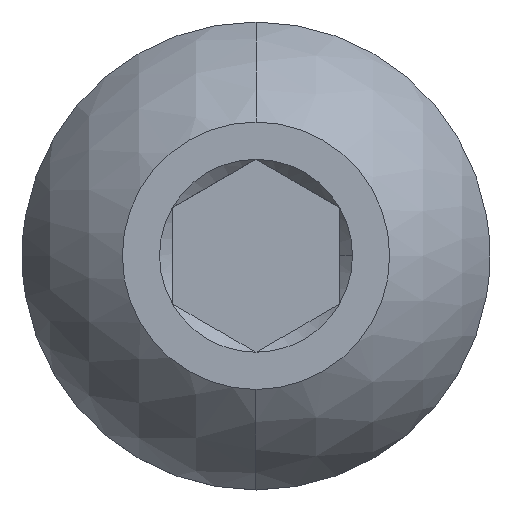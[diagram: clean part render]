
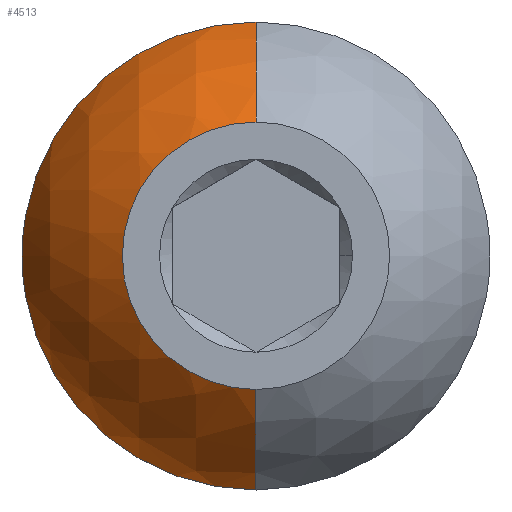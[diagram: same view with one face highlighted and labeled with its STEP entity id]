
A CAD part, top view. The second image highlights one B-rep face of the part: STEP entity #4513.
In plain terms, the highlighted spherical face has radius 7.447 mm.
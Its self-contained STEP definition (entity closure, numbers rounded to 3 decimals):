
#42 = EDGE_LOOP ( 'NONE', ( #1636, #1577, #234, #2469 ) ) ;
#177 = DIRECTION ( 'NONE',  ( 0., -1., 0. ) ) ;
#203 = CARTESIAN_POINT ( 'NONE',  ( 0., 7., 9.46 ) ) ;
#234 = ORIENTED_EDGE ( 'NONE', *, *, #1081, .F. ) ;
#1081 = EDGE_CURVE ( 'NONE', #1729, #2898, #4068, .T. ) ;
#1125 = FACE_OUTER_BOUND ( 'NONE', #42, .T. ) ;
#1242 = EDGE_CURVE ( 'NONE', #2332, #1729, #3654, .T. ) ;
#1513 = CARTESIAN_POINT ( 'NONE',  ( 0., -4., 13.2 ) ) ;
#1577 = ORIENTED_EDGE ( 'NONE', *, *, #2355, .T. ) ;
#1636 = ORIENTED_EDGE ( 'NONE', *, *, #4144, .T. ) ;
#1729 = VERTEX_POINT ( 'NONE', #2906 ) ;
#1976 = CIRCLE ( 'NONE', #4271, 7. ) ;
#2071 = CARTESIAN_POINT ( 'NONE',  ( 0., 0., 6.918 ) ) ;
#2149 = AXIS2_PLACEMENT_3D ( 'NONE', #4960, #3507, #2698 ) ;
#2332 = VERTEX_POINT ( 'NONE', #203 ) ;
#2355 = EDGE_CURVE ( 'NONE', #4021, #2898, #2822, .T. ) ;
#2458 = DIRECTION ( 'NONE',  ( -1., 0., 0. ) ) ;
#2469 = ORIENTED_EDGE ( 'NONE', *, *, #1242, .F. ) ;
#2578 = DIRECTION ( 'NONE',  ( 0., -1., 0. ) ) ;
#2698 = DIRECTION ( 'NONE',  ( 0., 0., -1. ) ) ;
#2822 = CIRCLE ( 'NONE', #4718, 7.447 ) ;
#2852 = DIRECTION ( 'NONE',  ( 0., 0., 1. ) ) ;
#2898 = VERTEX_POINT ( 'NONE', #1513 ) ;
#2906 = CARTESIAN_POINT ( 'NONE',  ( 0., 4., 13.2 ) ) ;
#3507 = DIRECTION ( 'NONE',  ( 1., 0., 0. ) ) ;
#3569 = CARTESIAN_POINT ( 'NONE',  ( 0., -7., 9.46 ) ) ;
#3654 = CIRCLE ( 'NONE', #2149, 7.447 ) ;
#3816 = AXIS2_PLACEMENT_3D ( 'NONE', #4098, #4879, #2578 ) ;
#4021 = VERTEX_POINT ( 'NONE', #3569 ) ;
#4068 = CIRCLE ( 'NONE', #3816, 4. ) ;
#4098 = CARTESIAN_POINT ( 'NONE',  ( 0., 0., 13.2 ) ) ;
#4144 = EDGE_CURVE ( 'NONE', #2332, #4021, #1976, .T. ) ;
#4236 = DIRECTION ( 'NONE',  ( -1., 0., 0. ) ) ;
#4271 = AXIS2_PLACEMENT_3D ( 'NONE', #4771, #2852, #177 ) ;
#4300 = CARTESIAN_POINT ( 'NONE',  ( 0., 0., 6.918 ) ) ;
#4374 = SPHERICAL_SURFACE ( 'NONE', #4482, 7.447 ) ;
#4400 = DIRECTION ( 'NONE',  ( 0., -1., 0. ) ) ;
#4482 = AXIS2_PLACEMENT_3D ( 'NONE', #4300, #4236, #4654 ) ;
#4513 = ADVANCED_FACE ( 'NONE', ( #1125 ), #4374, .T. ) ;
#4654 = DIRECTION ( 'NONE',  ( 0., 1., 0. ) ) ;
#4718 = AXIS2_PLACEMENT_3D ( 'NONE', #2071, #2458, #4400 ) ;
#4771 = CARTESIAN_POINT ( 'NONE',  ( 0., 0., 9.46 ) ) ;
#4879 = DIRECTION ( 'NONE',  ( 0., 0., 1. ) ) ;
#4960 = CARTESIAN_POINT ( 'NONE',  ( 0., 0., 6.918 ) ) ;
